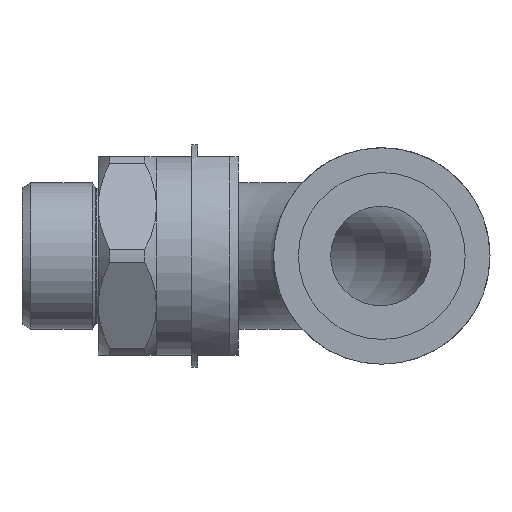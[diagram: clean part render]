
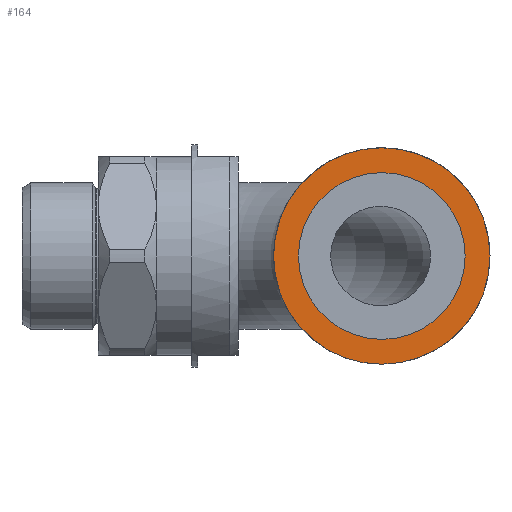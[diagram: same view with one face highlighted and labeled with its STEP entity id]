
A CAD part, left-side view. The second image highlights one B-rep face of the part: STEP entity #164.
In plain terms, the highlighted planar face has unit normal (-1, 0, 0).
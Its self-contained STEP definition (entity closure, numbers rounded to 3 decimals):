
#164 = ADVANCED_FACE( '', ( #389, #390 ), #391, .F. );
#389 = FACE_OUTER_BOUND( '', #630, .T. );
#390 = FACE_BOUND( '', #631, .T. );
#391 = PLANE( '', #632 );
#630 = EDGE_LOOP( '', ( #1318 ) );
#631 = EDGE_LOOP( '', ( #1319 ) );
#632 = AXIS2_PLACEMENT_3D( '', #1320, #1321, #1322 );
#1318 = ORIENTED_EDGE( '', *, *, #1637, .F. );
#1319 = ORIENTED_EDGE( '', *, *, #1633, .T. );
#1320 = CARTESIAN_POINT( '', ( 0., 0., 0. ) );
#1321 = DIRECTION( '', ( 1., 0., 0. ) );
#1322 = DIRECTION( '', ( 0., 0., -1. ) );
#1633 = EDGE_CURVE( '', #2004, #2004, #2005, .T. );
#1637 = EDGE_CURVE( '', #2012, #2012, #2013, .T. );
#2004 = VERTEX_POINT( '', #3177 );
#2005 = CIRCLE( '', #3178, 14.25 );
#2012 = VERTEX_POINT( '', #3185 );
#2013 = CIRCLE( '', #3186, 18.5 );
#3177 = CARTESIAN_POINT( '', ( 0., 0., -14.25 ) );
#3178 = AXIS2_PLACEMENT_3D( '', #3530, #3531, #3532 );
#3185 = CARTESIAN_POINT( '', ( 0., 0., -18.5 ) );
#3186 = AXIS2_PLACEMENT_3D( '', #3542, #3543, #3544 );
#3530 = CARTESIAN_POINT( '', ( 0., 0., 0. ) );
#3531 = DIRECTION( '', ( 1., 0., 0. ) );
#3532 = DIRECTION( '', ( 0., 0., -1. ) );
#3542 = CARTESIAN_POINT( '', ( 0., 0., 0. ) );
#3543 = DIRECTION( '', ( 1., 0., 0. ) );
#3544 = DIRECTION( '', ( 0., 0., -1. ) );
